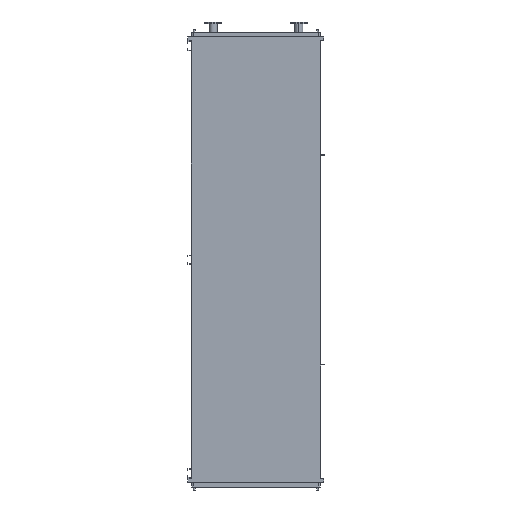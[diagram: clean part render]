
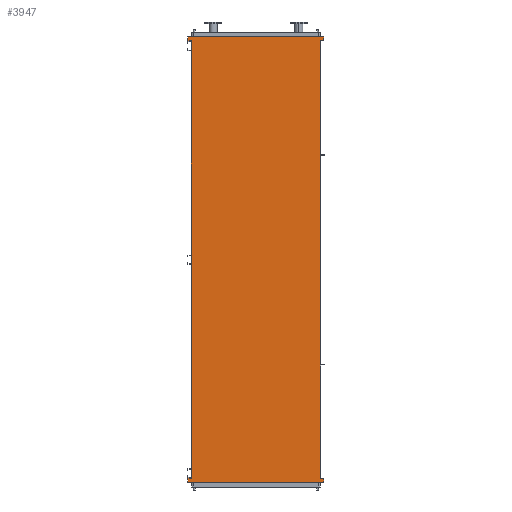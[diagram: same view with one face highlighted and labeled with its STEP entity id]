
A CAD part, front view. The second image highlights one B-rep face of the part: STEP entity #3947.
In plain terms, the highlighted planar face has unit normal (0, -1, 0).
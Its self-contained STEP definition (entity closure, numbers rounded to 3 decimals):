
#81 = ORIENTED_EDGE ( 'NONE', *, *, #8666, .F. ) ;
#249 = EDGE_CURVE ( 'NONE', #8378, #1779, #5788, .T. ) ;
#358 = VECTOR ( 'NONE', #14220, 1000. ) ;
#394 = DIRECTION ( 'NONE',  ( 1., 0., 0. ) ) ;
#396 = EDGE_CURVE ( 'NONE', #14299, #7675, #12078, .T. ) ;
#493 = EDGE_CURVE ( 'NONE', #4843, #9986, #10196, .T. ) ;
#539 = CARTESIAN_POINT ( 'NONE',  ( 891., 0., -5693. ) ) ;
#552 = CARTESIAN_POINT ( 'NONE',  ( -891., 0., -5745. ) ) ;
#899 = VECTOR ( 'NONE', #6163, 1000. ) ;
#962 = CARTESIAN_POINT ( 'NONE',  ( -845., 0., -5650. ) ) ;
#1491 = CARTESIAN_POINT ( 'NONE',  ( -891., 0., 43. ) ) ;
#1698 = CARTESIAN_POINT ( 'NONE',  ( -845., 0., -5650. ) ) ;
#1720 = DIRECTION ( 'NONE',  ( 0., 0., -1. ) ) ;
#1779 = VERTEX_POINT ( 'NONE', #552 ) ;
#1868 = LINE ( 'NONE', #6613, #5770 ) ;
#1936 = VERTEX_POINT ( 'NONE', #11517 ) ;
#2007 = DIRECTION ( 'NONE',  ( 1., 0., 0. ) ) ;
#2205 = CARTESIAN_POINT ( 'NONE',  ( 891., 0., 95. ) ) ;
#2431 = CARTESIAN_POINT ( 'NONE',  ( 891., 0., 43. ) ) ;
#2688 = VERTEX_POINT ( 'NONE', #10315 ) ;
#2785 = FACE_OUTER_BOUND ( 'NONE', #3719, .T. ) ;
#2836 = ORIENTED_EDGE ( 'NONE', *, *, #4671, .F. ) ;
#3009 = PLANE ( 'NONE',  #9381 ) ;
#3179 = ORIENTED_EDGE ( 'NONE', *, *, #396, .F. ) ;
#3222 = LINE ( 'NONE', #962, #7407 ) ;
#3223 = ORIENTED_EDGE ( 'NONE', *, *, #14130, .F. ) ;
#3418 = VERTEX_POINT ( 'NONE', #11280 ) ;
#3570 = CARTESIAN_POINT ( 'NONE',  ( -845., 0., -5693. ) ) ;
#3671 = ORIENTED_EDGE ( 'NONE', *, *, #249, .F. ) ;
#3719 = EDGE_LOOP ( 'NONE', ( #5876, #2836, #7360, #3223, #13598, #3179, #13226, #10616, #81, #3671, #10978, #6191 ) ) ;
#3947 = ADVANCED_FACE ( 'NONE', ( #2785 ), #3009, .T. ) ;
#4261 = CARTESIAN_POINT ( 'NONE',  ( 891., 0., 95. ) ) ;
#4438 = EDGE_CURVE ( 'NONE', #10594, #14299, #3222, .T. ) ;
#4651 = CARTESIAN_POINT ( 'NONE',  ( -891., 0., 95. ) ) ;
#4671 = EDGE_CURVE ( 'NONE', #9986, #2688, #5250, .T. ) ;
#4697 = CARTESIAN_POINT ( 'NONE',  ( 891., 0., -5745. ) ) ;
#4843 = VERTEX_POINT ( 'NONE', #2205 ) ;
#5250 = LINE ( 'NONE', #5405, #6158 ) ;
#5359 = CARTESIAN_POINT ( 'NONE',  ( -891., 0., -5745. ) ) ;
#5405 = CARTESIAN_POINT ( 'NONE',  ( 845., 0., 43. ) ) ;
#5650 = EDGE_CURVE ( 'NONE', #1936, #8452, #1868, .T. ) ;
#5670 = LINE ( 'NONE', #5359, #7799 ) ;
#5671 = LINE ( 'NONE', #4261, #8572 ) ;
#5770 = VECTOR ( 'NONE', #10561, 1000. ) ;
#5788 = LINE ( 'NONE', #4697, #9858 ) ;
#5876 = ORIENTED_EDGE ( 'NONE', *, *, #10051, .T. ) ;
#5938 = LINE ( 'NONE', #6090, #7095 ) ;
#6088 = VECTOR ( 'NONE', #14666, 1000. ) ;
#6090 = CARTESIAN_POINT ( 'NONE',  ( 845., 0., -5650. ) ) ;
#6158 = VECTOR ( 'NONE', #14670, 1000. ) ;
#6163 = DIRECTION ( 'NONE',  ( -1., 0., 0. ) ) ;
#6191 = ORIENTED_EDGE ( 'NONE', *, *, #5650, .F. ) ;
#6393 = CARTESIAN_POINT ( 'NONE',  ( 891., 0., 43. ) ) ;
#6424 = CARTESIAN_POINT ( 'NONE',  ( 891., 0., -5693. ) ) ;
#6444 = DIRECTION ( 'NONE',  ( 0., -1., 0. ) ) ;
#6613 = CARTESIAN_POINT ( 'NONE',  ( 845., 0., -5693. ) ) ;
#7095 = VECTOR ( 'NONE', #10613, 1000. ) ;
#7360 = ORIENTED_EDGE ( 'NONE', *, *, #493, .F. ) ;
#7407 = VECTOR ( 'NONE', #10384, 1000. ) ;
#7675 = VERTEX_POINT ( 'NONE', #9494 ) ;
#7799 = VECTOR ( 'NONE', #10112, 1000. ) ;
#7949 = CARTESIAN_POINT ( 'NONE',  ( -891., 0., -5693. ) ) ;
#8378 = VERTEX_POINT ( 'NONE', #11204 ) ;
#8452 = VERTEX_POINT ( 'NONE', #539 ) ;
#8572 = VECTOR ( 'NONE', #2007, 1000. ) ;
#8666 = EDGE_CURVE ( 'NONE', #1779, #11034, #5670, .T. ) ;
#8709 = DIRECTION ( 'NONE',  ( 0., 0., -1. ) ) ;
#8720 = CARTESIAN_POINT ( 'NONE',  ( -891., 0., -5693. ) ) ;
#8730 = EDGE_CURVE ( 'NONE', #7675, #3418, #12829, .T. ) ;
#9381 = AXIS2_PLACEMENT_3D ( 'NONE', #1698, #6444, #8709 ) ;
#9494 = CARTESIAN_POINT ( 'NONE',  ( -891., 0., 43. ) ) ;
#9518 = DIRECTION ( 'NONE',  ( -1., 0., 0. ) ) ;
#9846 = EDGE_CURVE ( 'NONE', #8452, #8378, #13497, .T. ) ;
#9858 = VECTOR ( 'NONE', #9518, 1000. ) ;
#9986 = VERTEX_POINT ( 'NONE', #2431 ) ;
#10051 = EDGE_CURVE ( 'NONE', #1936, #2688, #5938, .T. ) ;
#10093 = VECTOR ( 'NONE', #1720, 1000. ) ;
#10112 = DIRECTION ( 'NONE',  ( 0., 0., 1. ) ) ;
#10196 = LINE ( 'NONE', #6393, #10093 ) ;
#10315 = CARTESIAN_POINT ( 'NONE',  ( 845., 0., 43. ) ) ;
#10384 = DIRECTION ( 'NONE',  ( 0., 0., 1. ) ) ;
#10561 = DIRECTION ( 'NONE',  ( 1., 0., 0. ) ) ;
#10594 = VERTEX_POINT ( 'NONE', #3570 ) ;
#10613 = DIRECTION ( 'NONE',  ( 0., 0., 1. ) ) ;
#10616 = ORIENTED_EDGE ( 'NONE', *, *, #13380, .F. ) ;
#10978 = ORIENTED_EDGE ( 'NONE', *, *, #9846, .F. ) ;
#11034 = VERTEX_POINT ( 'NONE', #7949 ) ;
#11204 = CARTESIAN_POINT ( 'NONE',  ( 891., 0., -5745. ) ) ;
#11280 = CARTESIAN_POINT ( 'NONE',  ( -891., 0., 95. ) ) ;
#11517 = CARTESIAN_POINT ( 'NONE',  ( 845., 0., -5693. ) ) ;
#11767 = VECTOR ( 'NONE', #394, 1000. ) ;
#12078 = LINE ( 'NONE', #1491, #899 ) ;
#12214 = LINE ( 'NONE', #8720, #11767 ) ;
#12829 = LINE ( 'NONE', #4651, #358 ) ;
#13226 = ORIENTED_EDGE ( 'NONE', *, *, #4438, .F. ) ;
#13368 = CARTESIAN_POINT ( 'NONE',  ( -845., 0., 43. ) ) ;
#13380 = EDGE_CURVE ( 'NONE', #11034, #10594, #12214, .T. ) ;
#13497 = LINE ( 'NONE', #6424, #6088 ) ;
#13598 = ORIENTED_EDGE ( 'NONE', *, *, #8730, .F. ) ;
#14130 = EDGE_CURVE ( 'NONE', #3418, #4843, #5671, .T. ) ;
#14220 = DIRECTION ( 'NONE',  ( 0., 0., 1. ) ) ;
#14299 = VERTEX_POINT ( 'NONE', #13368 ) ;
#14666 = DIRECTION ( 'NONE',  ( 0., 0., -1. ) ) ;
#14670 = DIRECTION ( 'NONE',  ( -1., 0., 0. ) ) ;
